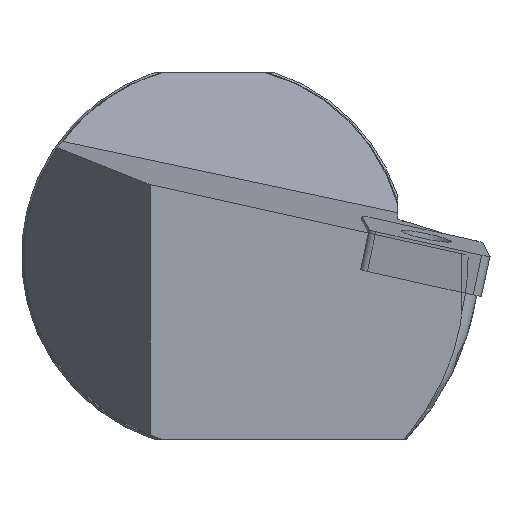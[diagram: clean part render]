
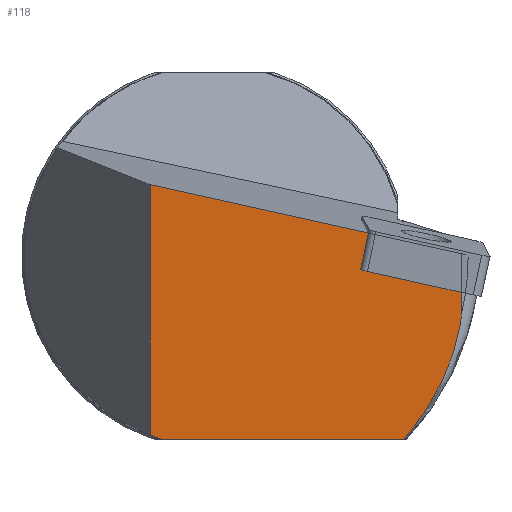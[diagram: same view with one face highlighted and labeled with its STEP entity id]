
A CAD part, left-side view. The second image highlights one B-rep face of the part: STEP entity #118.
In plain terms, the highlighted planar face has unit normal (-0.996, 0.087, 0).
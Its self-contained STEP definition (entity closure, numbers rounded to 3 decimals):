
#109=ELLIPSE('',#761,29.713,29.6);
#118=ADVANCED_FACE('',(#175),#157,.T.);
#157=PLANE('',#766);
#175=FACE_OUTER_BOUND('',#213,.T.);
#213=EDGE_LOOP('',(#320,#321,#322,#323,#324,#325));
#265=B_SPLINE_CURVE_WITH_KNOTS('',3,(#1158,#1159,#1160,#1161,#1162,#1163,
#1164,#1165,#1166,#1167),.UNSPECIFIED.,.F.,.F.,(4,2,2,2,4),(0.,0.125,0.25,
0.5,1.),.UNSPECIFIED.);
#320=ORIENTED_EDGE('',*,*,#601,.F.);
#321=ORIENTED_EDGE('',*,*,#600,.T.);
#322=ORIENTED_EDGE('',*,*,#584,.T.);
#323=ORIENTED_EDGE('',*,*,#602,.F.);
#324=ORIENTED_EDGE('',*,*,#603,.F.);
#325=ORIENTED_EDGE('',*,*,#604,.F.);
#511=VERTEX_POINT('',#1092);
#512=VERTEX_POINT('',#1094);
#525=VERTEX_POINT('',#1151);
#526=VERTEX_POINT('',#1155);
#527=VERTEX_POINT('',#1157);
#528=VERTEX_POINT('',#1168);
#584=EDGE_CURVE('',#512,#511,#109,.T.);
#600=EDGE_CURVE('',#525,#512,#687,.T.);
#601=EDGE_CURVE('',#525,#526,#688,.T.);
#602=EDGE_CURVE('',#527,#511,#689,.T.);
#603=EDGE_CURVE('',#528,#527,#265,.T.);
#604=EDGE_CURVE('',#526,#528,#690,.T.);
#687=LINE('',#1152,#727);
#688=LINE('',#1154,#728);
#689=LINE('',#1156,#729);
#690=LINE('',#1169,#730);
#727=VECTOR('',#871,1.);
#728=VECTOR('',#874,1.);
#729=VECTOR('',#875,1.);
#730=VECTOR('',#876,1.);
#761=AXIS2_PLACEMENT_3D('',#1093,#856,#857);
#766=AXIS2_PLACEMENT_3D('',#1170,#877,#878);
#856=DIRECTION('',(-0.996,0.087,0.));
#857=DIRECTION('',(-0.087,-0.996,0.));
#871=DIRECTION('',(0.,0.,-1.));
#874=DIRECTION('',(-0.085,-0.973,-0.216));
#875=DIRECTION('',(0.087,0.996,0.));
#876=DIRECTION('',(0.,0.,-1.));
#877=DIRECTION('',(-0.996,0.087,0.));
#878=DIRECTION('',(-0.087,-0.996,0.));
#1092=CARTESIAN_POINT('',(6.034,50.927,-28.309));
#1093=CARTESIAN_POINT('',(5.335,42.933,0.191));
#1094=CARTESIAN_POINT('',(6.209,52.933,-27.668));
#1151=CARTESIAN_POINT('',(6.209,52.933,11.291));
#1152=CARTESIAN_POINT('',(6.209,52.933,41.441));
#1154=CARTESIAN_POINT('',(2.726,13.111,2.453));
#1155=CARTESIAN_POINT('',(1.974,4.523,0.546));
#1156=CARTESIAN_POINT('',(1.974,4.523,-28.309));
#1157=CARTESIAN_POINT('',(2.763,13.543,-28.309));
#1158=CARTESIAN_POINT('',(1.974,4.523,-8.807));
#1159=CARTESIAN_POINT('',(1.974,4.523,-9.725));
#1160=CARTESIAN_POINT('',(1.991,4.715,-10.633));
#1161=CARTESIAN_POINT('',(2.024,5.091,-12.425));
#1162=CARTESIAN_POINT('',(2.044,5.32,-13.308));
#1163=CARTESIAN_POINT('',(2.113,6.107,-15.926));
#1164=CARTESIAN_POINT('',(2.171,6.77,-17.639));
#1165=CARTESIAN_POINT('',(2.375,9.109,-22.581));
#1166=CARTESIAN_POINT('',(2.55,11.107,-25.589));
#1167=CARTESIAN_POINT('',(2.763,13.543,-28.309));
#1168=CARTESIAN_POINT('',(1.974,4.523,-8.807));
#1169=CARTESIAN_POINT('',(1.974,4.523,41.441));
#1170=CARTESIAN_POINT('',(1.974,4.523,41.441));
